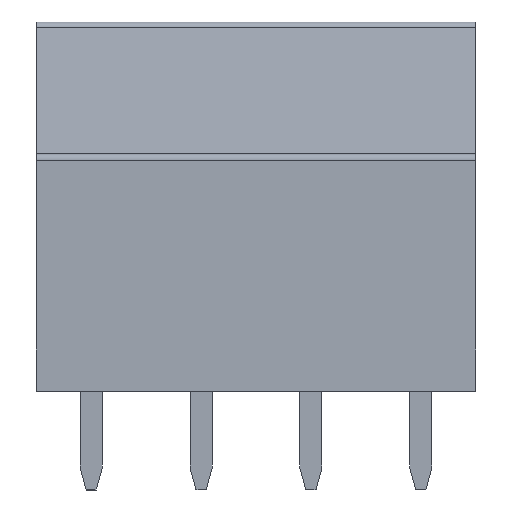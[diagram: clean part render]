
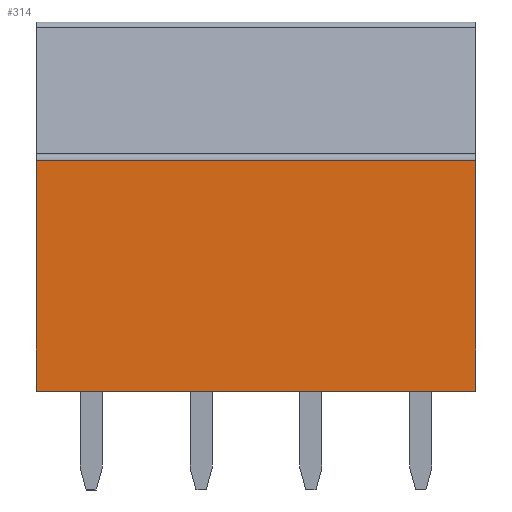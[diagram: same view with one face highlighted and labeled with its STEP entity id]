
A CAD part, front view. The second image highlights one B-rep face of the part: STEP entity #314.
In plain terms, the highlighted planar face has unit normal (0, -1, 0).
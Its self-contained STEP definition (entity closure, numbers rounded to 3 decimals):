
#314 = ADVANCED_FACE( '', ( #717 ), #718, .T. );
#717 = FACE_OUTER_BOUND( '', #1210, .T. );
#718 = PLANE( '', #1211 );
#1210 = EDGE_LOOP( '', ( #2097, #2098, #2099, #2100 ) );
#1211 = AXIS2_PLACEMENT_3D( '', #2101, #2102, #2103 );
#2097 = ORIENTED_EDGE( '', *, *, #3104, .T. );
#2098 = ORIENTED_EDGE( '', *, *, #3055, .T. );
#2099 = ORIENTED_EDGE( '', *, *, #2844, .T. );
#2100 = ORIENTED_EDGE( '', *, *, #2896, .T. );
#2101 = CARTESIAN_POINT( '', ( 222.987, 47.148, 5.1 ) );
#2102 = DIRECTION( '', ( 0., -1., 0. ) );
#2103 = DIRECTION( '', ( 0., 0., 1. ) );
#2844 = EDGE_CURVE( '', #3394, #3398, #3400, .T. );
#2896 = EDGE_CURVE( '', #3398, #3488, #3490, .T. );
#3055 = EDGE_CURVE( '', #3727, #3394, #3737, .T. );
#3104 = EDGE_CURVE( '', #3488, #3727, #3807, .T. );
#3394 = VERTEX_POINT( '', #4186 );
#3398 = VERTEX_POINT( '', #4191 );
#3400 = LINE( '', #4193, #4194 );
#3488 = VERTEX_POINT( '', #4311 );
#3490 = LINE( '', #4314, #4315 );
#3727 = VERTEX_POINT( '', #4649 );
#3737 = LINE( '', #4664, #4665 );
#3807 = LINE( '', #4764, #4765 );
#4186 = CARTESIAN_POINT( '', ( 229.737, 47.148, 10.5 ) );
#4191 = CARTESIAN_POINT( '', ( 209.737, 47.148, 10.5 ) );
#4193 = CARTESIAN_POINT( '', ( 234.737, 47.148, 10.5 ) );
#4194 = VECTOR( '', #5148, 1000. );
#4311 = CARTESIAN_POINT( '', ( 209.737, 47.148, 0. ) );
#4314 = CARTESIAN_POINT( '', ( 209.737, 47.148, 5.1 ) );
#4315 = VECTOR( '', #5205, 1000. );
#4649 = CARTESIAN_POINT( '', ( 229.737, 47.148, 0. ) );
#4664 = CARTESIAN_POINT( '', ( 229.737, 47.148, 5.1 ) );
#4665 = VECTOR( '', #5371, 1000. );
#4764 = CARTESIAN_POINT( '', ( 219.737, 47.148, 0. ) );
#4765 = VECTOR( '', #5421, 1000. );
#5148 = DIRECTION( '', ( -1., 0., 0. ) );
#5205 = DIRECTION( '', ( 0., 0., -1. ) );
#5371 = DIRECTION( '', ( 0., 0., 1. ) );
#5421 = DIRECTION( '', ( 1., 0., 0. ) );
